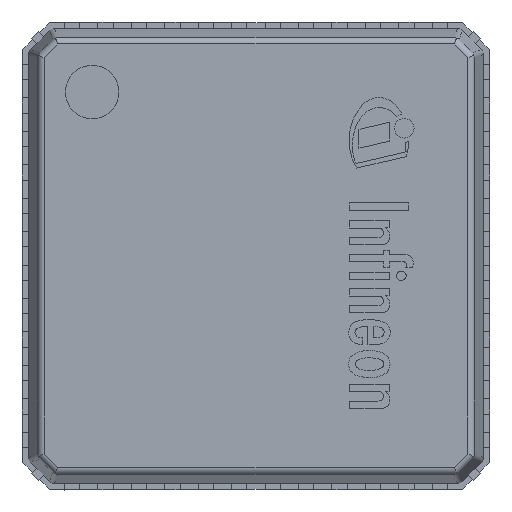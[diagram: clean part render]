
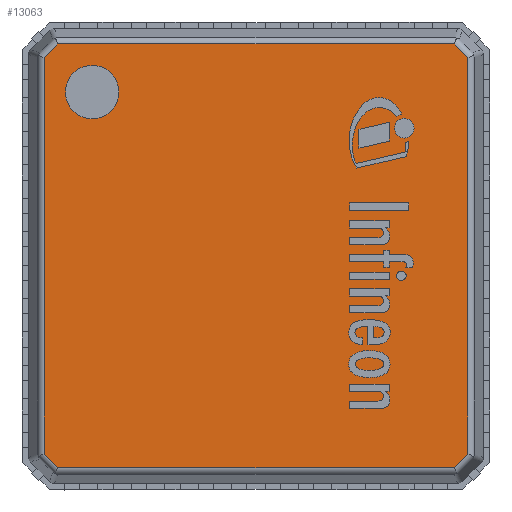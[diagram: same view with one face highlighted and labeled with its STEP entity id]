
A CAD part, top view. The second image highlights one B-rep face of the part: STEP entity #13063.
In plain terms, the highlighted planar face has unit normal (0, 0, 1).
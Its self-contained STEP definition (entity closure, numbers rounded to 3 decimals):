
#425=FACE_BOUND('',#1435,.T.);
#654=FACE_OUTER_BOUND('',#1434,.T.);
#1434=EDGE_LOOP('',(#9680,#9681,#9682,#9683,#9684,#9685,#9686,#9687));
#1435=EDGE_LOOP('',(#9688));
#2291=LINE('',#19959,#3732);
#2305=LINE('',#20009,#3746);
#2311=LINE('',#20033,#3752);
#2312=LINE('',#20038,#3753);
#2317=LINE('',#20050,#3758);
#2323=LINE('',#20073,#3764);
#2324=LINE('',#20076,#3765);
#2326=LINE('',#20080,#3767);
#3732=VECTOR('',#16112,1.);
#3746=VECTOR('',#16158,1.);
#3752=VECTOR('',#16184,1.);
#3753=VECTOR('',#16191,1.);
#3758=VECTOR('',#16204,1.);
#3764=VECTOR('',#16230,1.);
#3765=VECTOR('',#16235,1.);
#3767=VECTOR('',#16241,1.);
#5099=CIRCLE('',#14171,0.4);
#5666=VERTEX_POINT('',#19956);
#5667=VERTEX_POINT('',#19958);
#5686=VERTEX_POINT('',#20006);
#5687=VERTEX_POINT('',#20008);
#5694=VERTEX_POINT('',#20030);
#5695=VERTEX_POINT('',#20032);
#5699=VERTEX_POINT('',#20049);
#5706=VERTEX_POINT('',#20071);
#5707=VERTEX_POINT('',#20084);
#7118=EDGE_CURVE('',#5666,#5667,#2291,.T.);
#7143=EDGE_CURVE('',#5686,#5687,#2305,.T.);
#7155=EDGE_CURVE('',#5694,#5695,#2311,.T.);
#7158=EDGE_CURVE('',#5687,#5694,#2312,.T.);
#7164=EDGE_CURVE('',#5695,#5699,#2317,.T.);
#7176=EDGE_CURVE('',#5706,#5666,#2323,.T.);
#7178=EDGE_CURVE('',#5699,#5706,#2324,.T.);
#7180=EDGE_CURVE('',#5667,#5686,#2326,.T.);
#7182=EDGE_CURVE('',#5707,#5707,#5099,.T.);
#9680=ORIENTED_EDGE('',*,*,#7118,.F.);
#9681=ORIENTED_EDGE('',*,*,#7176,.F.);
#9682=ORIENTED_EDGE('',*,*,#7178,.F.);
#9683=ORIENTED_EDGE('',*,*,#7164,.F.);
#9684=ORIENTED_EDGE('',*,*,#7155,.F.);
#9685=ORIENTED_EDGE('',*,*,#7158,.F.);
#9686=ORIENTED_EDGE('',*,*,#7143,.F.);
#9687=ORIENTED_EDGE('',*,*,#7180,.F.);
#9688=ORIENTED_EDGE('',*,*,#7182,.T.);
#12390=PLANE('',#14170);
#13063=ADVANCED_FACE('',(#654,#425),#12390,.T.);
#14170=AXIS2_PLACEMENT_3D('',#20083,#16245,#16246);
#14171=AXIS2_PLACEMENT_3D('',#20085,#16247,#16248);
#16112=DIRECTION('',(0.,-1.,0.));
#16158=DIRECTION('',(-1.,0.,0.));
#16184=DIRECTION('',(0.,1.,0.));
#16191=DIRECTION('',(-0.707,0.707,0.));
#16204=DIRECTION('',(0.707,0.707,0.));
#16230=DIRECTION('',(0.707,-0.707,0.));
#16235=DIRECTION('',(1.,0.,0.));
#16241=DIRECTION('',(-0.707,-0.707,0.));
#16245=DIRECTION('center_axis',(0.,0.,
1.));
#16246=DIRECTION('ref_axis',(0.,-1.,0.));
#16247=DIRECTION('center_axis',(0.,0.,
-1.));
#16248=DIRECTION('ref_axis',(0.,-1.,0.));
#19956=CARTESIAN_POINT('',(3.17,2.963,0.9));
#19958=CARTESIAN_POINT('',(3.17,-2.963,0.9));
#19959=CARTESIAN_POINT('',(3.17,-1.781,0.9));
#20006=CARTESIAN_POINT('',(2.963,-3.17,0.9));
#20008=CARTESIAN_POINT('',(-2.963,-3.17,0.9));
#20009=CARTESIAN_POINT('',(-1.787,-3.17,0.9));
#20030=CARTESIAN_POINT('',(-3.17,-2.963,0.9));
#20032=CARTESIAN_POINT('',(-3.17,2.963,0.9));
#20033=CARTESIAN_POINT('',(-3.17,-1.781,0.9));
#20038=CARTESIAN_POINT('',(-3.07,-3.064,0.9));
#20049=CARTESIAN_POINT('',(-2.963,3.17,0.9));
#20050=CARTESIAN_POINT('',(-3.072,3.062,0.9));
#20071=CARTESIAN_POINT('',(2.963,3.17,0.9));
#20073=CARTESIAN_POINT('',(3.064,3.07,0.9));
#20076=CARTESIAN_POINT('',(-1.787,3.17,0.9));
#20080=CARTESIAN_POINT('',(3.062,-3.072,0.9));
#20083=CARTESIAN_POINT('Origin',(-0.016,-0.004,
0.9));
#20084=CARTESIAN_POINT('',(-2.45,2.85,0.9));
#20085=CARTESIAN_POINT('Origin',(-2.45,2.45,0.9));
